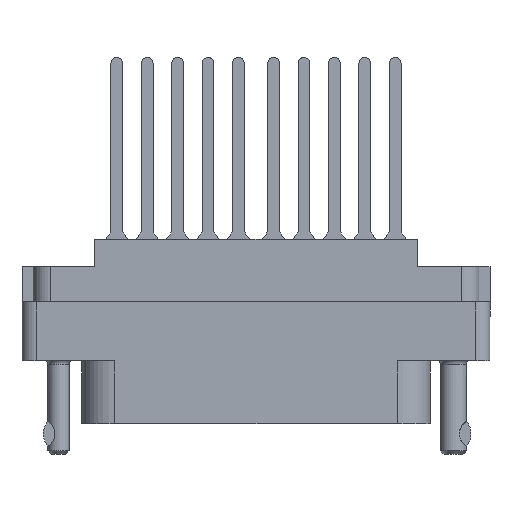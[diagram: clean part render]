
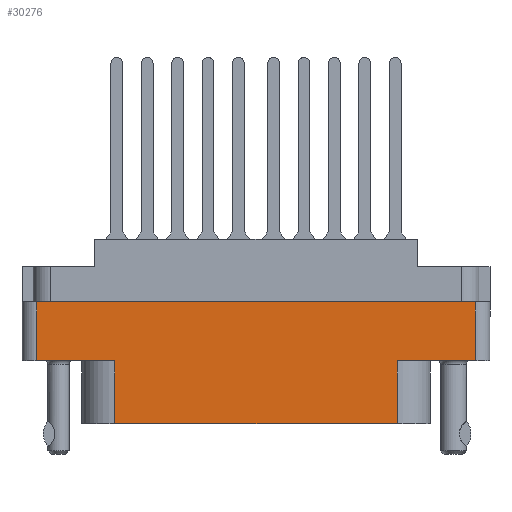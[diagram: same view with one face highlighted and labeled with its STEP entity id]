
A CAD part, front view. The second image highlights one B-rep face of the part: STEP entity #30276.
In plain terms, the highlighted planar face has unit normal (0, -1, 0).
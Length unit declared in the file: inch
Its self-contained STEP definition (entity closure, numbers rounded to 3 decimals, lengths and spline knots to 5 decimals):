
#521 = ORIENTED_EDGE ( 'NONE', *, *, #15662, .T. ) ;
#799 = CARTESIAN_POINT ( 'NONE',  ( 0., -0.438, -0.268 ) ) ;
#1813 = EDGE_CURVE ( 'NONE', #34676, #41732, #28942, .T. ) ;
#1894 = VECTOR ( 'NONE', #39512, 39.37008 ) ;
#2531 = LINE ( 'NONE', #21229, #20767 ) ;
#2574 = ORIENTED_EDGE ( 'NONE', *, *, #43753, .F. ) ;
#3364 = AXIS2_PLACEMENT_3D ( 'NONE', #43469, #29088, #43633 ) ;
#3851 = DIRECTION ( 'NONE',  ( 0., 0., -1. ) ) ;
#5439 = EDGE_CURVE ( 'NONE', #23185, #34676, #2531, .T. ) ;
#8529 = CARTESIAN_POINT ( 'NONE',  ( 0.604, -0.438, -0.789 ) ) ;
#9006 = EDGE_CURVE ( 'NONE', #10556, #12331, #36315, .T. ) ;
#10556 = VERTEX_POINT ( 'NONE', #35624 ) ;
#10810 = CARTESIAN_POINT ( 'NONE',  ( -0.938, -0.438, -0.789 ) ) ;
#12218 = LINE ( 'NONE', #43353, #38941 ) ;
#12331 = VERTEX_POINT ( 'NONE', #15508 ) ;
#13815 = LINE ( 'NONE', #799, #41648 ) ;
#14004 = CARTESIAN_POINT ( 'NONE',  ( -0.604, -0.438, -0.789 ) ) ;
#14321 = ORIENTED_EDGE ( 'NONE', *, *, #1813, .T. ) ;
#14991 = DIRECTION ( 'NONE',  ( 1., 0., 0. ) ) ;
#15508 = CARTESIAN_POINT ( 'NONE',  ( 0.938, -0.438, -0.268 ) ) ;
#15662 = EDGE_CURVE ( 'NONE', #41732, #35826, #30615, .T. ) ;
#18172 = VECTOR ( 'NONE', #25324, 39.37008 ) ;
#20767 = VECTOR ( 'NONE', #39290, 39.37008 ) ;
#21229 = CARTESIAN_POINT ( 'NONE',  ( 0., -0.438, -0.52 ) ) ;
#21270 = LINE ( 'NONE', #28860, #1894 ) ;
#21863 = CARTESIAN_POINT ( 'NONE',  ( -0.604, -0.438, -0.789 ) ) ;
#22504 = ORIENTED_EDGE ( 'NONE', *, *, #24411, .T. ) ;
#23185 = VERTEX_POINT ( 'NONE', #40695 ) ;
#23230 = VECTOR ( 'NONE', #41066, 39.37008 ) ;
#23237 = ORIENTED_EDGE ( 'NONE', *, *, #45772, .T. ) ;
#23326 = EDGE_CURVE ( 'NONE', #10556, #41986, #12218, .T. ) ;
#24291 = CARTESIAN_POINT ( 'NONE',  ( -0.938, -0.438, -0.268 ) ) ;
#24411 = EDGE_CURVE ( 'NONE', #35826, #41986, #21270, .T. ) ;
#24999 = VECTOR ( 'NONE', #3851, 39.37008 ) ;
#25324 = DIRECTION ( 'NONE',  ( 0., 0., -1. ) ) ;
#26111 = CARTESIAN_POINT ( 'NONE',  ( 0.604, -0.438, -0.52 ) ) ;
#26506 = DIRECTION ( 'NONE',  ( 1., 0., 0. ) ) ;
#27435 = VERTEX_POINT ( 'NONE', #24291 ) ;
#28860 = CARTESIAN_POINT ( 'NONE',  ( 0.604, -0.438, -0.52 ) ) ;
#28942 = LINE ( 'NONE', #21863, #18172 ) ;
#29088 = DIRECTION ( 'NONE',  ( 0., -1., 0. ) ) ;
#29210 = CARTESIAN_POINT ( 'NONE',  ( 0.938, -0.438, -0.789 ) ) ;
#30276 = ADVANCED_FACE ( 'NONE', ( #32397 ), #36254, .T. ) ;
#30615 = LINE ( 'NONE', #44430, #43565 ) ;
#32397 = FACE_OUTER_BOUND ( 'NONE', #42386, .T. ) ;
#34676 = VERTEX_POINT ( 'NONE', #44284 ) ;
#35624 = CARTESIAN_POINT ( 'NONE',  ( 0.938, -0.438, -0.52 ) ) ;
#35826 = VERTEX_POINT ( 'NONE', #8529 ) ;
#36254 = PLANE ( 'NONE',  #3364 ) ;
#36315 = LINE ( 'NONE', #29210, #23230 ) ;
#37151 = ORIENTED_EDGE ( 'NONE', *, *, #5439, .T. ) ;
#38941 = VECTOR ( 'NONE', #40534, 39.37008 ) ;
#39063 = ORIENTED_EDGE ( 'NONE', *, *, #9006, .T. ) ;
#39290 = DIRECTION ( 'NONE',  ( 1., 0., 0. ) ) ;
#39512 = DIRECTION ( 'NONE',  ( 0., 0., 1. ) ) ;
#39746 = LINE ( 'NONE', #10810, #24999 ) ;
#40534 = DIRECTION ( 'NONE',  ( -1., 0., 0. ) ) ;
#40695 = CARTESIAN_POINT ( 'NONE',  ( -0.938, -0.438, -0.52 ) ) ;
#41066 = DIRECTION ( 'NONE',  ( 0., 0., 1. ) ) ;
#41648 = VECTOR ( 'NONE', #26506, 39.37008 ) ;
#41732 = VERTEX_POINT ( 'NONE', #14004 ) ;
#41986 = VERTEX_POINT ( 'NONE', #26111 ) ;
#42386 = EDGE_LOOP ( 'NONE', ( #2574, #23237, #37151, #14321, #521, #22504, #43518, #39063 ) ) ;
#43353 = CARTESIAN_POINT ( 'NONE',  ( 0., -0.438, -0.52 ) ) ;
#43469 = CARTESIAN_POINT ( 'NONE',  ( -1., -0.438, -0.789 ) ) ;
#43518 = ORIENTED_EDGE ( 'NONE', *, *, #23326, .F. ) ;
#43565 = VECTOR ( 'NONE', #14991, 39.37008 ) ;
#43633 = DIRECTION ( 'NONE',  ( 0., 0., -1. ) ) ;
#43753 = EDGE_CURVE ( 'NONE', #27435, #12331, #13815, .T. ) ;
#44284 = CARTESIAN_POINT ( 'NONE',  ( -0.604, -0.438, -0.52 ) ) ;
#44430 = CARTESIAN_POINT ( 'NONE',  ( -1., -0.438, -0.789 ) ) ;
#45772 = EDGE_CURVE ( 'NONE', #27435, #23185, #39746, .T. ) ;
